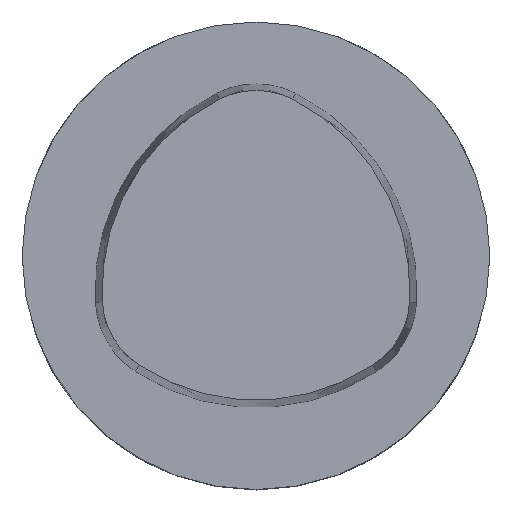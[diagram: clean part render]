
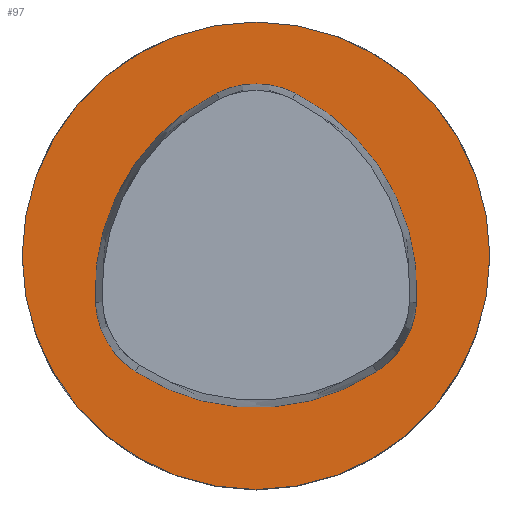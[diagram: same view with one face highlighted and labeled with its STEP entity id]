
A CAD part, top view. The second image highlights one B-rep face of the part: STEP entity #97.
In plain terms, the highlighted planar face has unit normal (0, 0, 1).
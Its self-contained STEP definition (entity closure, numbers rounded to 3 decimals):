
#66=CIRCLE('',#473,16.);
#97=ADVANCED_FACE('',(#142),#125,.T.);
#125=PLANE('',#474);
#142=FACE_OUTER_BOUND('',#164,.T.);
#164=EDGE_LOOP('',(#266));
#266=ORIENTED_EDGE('',*,*,#391,.F.);
#348=VERTEX_POINT('',#708);
#391=EDGE_CURVE('',#348,#348,#66,.T.);
#473=AXIS2_PLACEMENT_3D('',#707,#574,#575);
#474=AXIS2_PLACEMENT_3D('',#709,#576,#577);
#574=DIRECTION('',(0.,0.,-1.));
#575=DIRECTION('',(-1.,0.,0.));
#576=DIRECTION('',(0.,0.,1.));
#577=DIRECTION('',(0.,1.,0.));
#707=CARTESIAN_POINT('',(0.,0.,0.));
#708=CARTESIAN_POINT('',(-16.,0.,0.));
#709=CARTESIAN_POINT('',(-8.,0.,0.));
